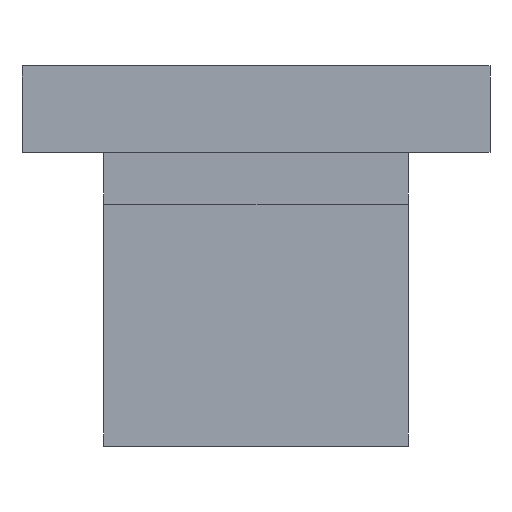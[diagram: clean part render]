
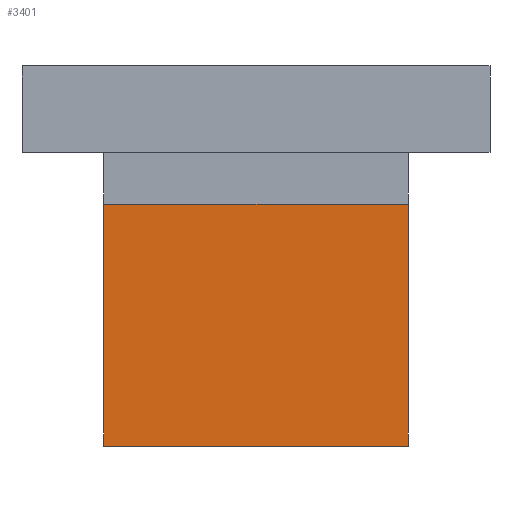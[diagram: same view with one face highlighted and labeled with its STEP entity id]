
A CAD part, left-side view. The second image highlights one B-rep face of the part: STEP entity #3401.
In plain terms, the highlighted planar face has unit normal (-1, 0, 0).
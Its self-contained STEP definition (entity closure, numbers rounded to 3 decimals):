
#142 = CARTESIAN_POINT ( 'NONE',  ( -79.683, 27.556, -27.009 ) ) ;
#148 = DIRECTION ( 'NONE',  ( 0., -1., 0. ) ) ;
#160 = VECTOR ( 'NONE', #2964, 1000. ) ;
#180 = FACE_OUTER_BOUND ( 'NONE', #1659, .T. ) ;
#333 = AXIS2_PLACEMENT_3D ( 'NONE', #1716, #1771, #4173 ) ;
#349 = LINE ( 'NONE', #3735, #2967 ) ;
#354 = VERTEX_POINT ( 'NONE', #3113 ) ;
#423 = ORIENTED_EDGE ( 'NONE', *, *, #1161, .T. ) ;
#553 = LINE ( 'NONE', #3659, #160 ) ;
#1161 = EDGE_CURVE ( 'NONE', #2617, #354, #2389, .T. ) ;
#1388 = CARTESIAN_POINT ( 'NONE',  ( -79.683, -28.324, -27.009 ) ) ;
#1395 = CARTESIAN_POINT ( 'NONE',  ( -79.683, 27.556, -27.009 ) ) ;
#1465 = DIRECTION ( 'NONE',  ( 0., 0., 1. ) ) ;
#1610 = VECTOR ( 'NONE', #4549, 1000. ) ;
#1659 = EDGE_LOOP ( 'NONE', ( #4290, #423, #2077, #3176 ) ) ;
#1716 = CARTESIAN_POINT ( 'NONE',  ( -79.683, -0.384, -4.784 ) ) ;
#1759 = EDGE_CURVE ( 'NONE', #4102, #3960, #553, .T. ) ;
#1771 = DIRECTION ( 'NONE',  ( 1., 0., 0. ) ) ;
#1842 = CARTESIAN_POINT ( 'NONE',  ( -79.683, -28.324, -27.009 ) ) ;
#2077 = ORIENTED_EDGE ( 'NONE', *, *, #3745, .F. ) ;
#2389 = LINE ( 'NONE', #1842, #3328 ) ;
#2617 = VERTEX_POINT ( 'NONE', #1388 ) ;
#2964 = DIRECTION ( 'NONE',  ( 0., 0., -1. ) ) ;
#2967 = VECTOR ( 'NONE', #148, 1000. ) ;
#3113 = CARTESIAN_POINT ( 'NONE',  ( -79.683, -28.324, 17.441 ) ) ;
#3160 = PLANE ( 'NONE',  #333 ) ;
#3176 = ORIENTED_EDGE ( 'NONE', *, *, #1759, .T. ) ;
#3328 = VECTOR ( 'NONE', #1465, 1000. ) ;
#3399 = EDGE_CURVE ( 'NONE', #3960, #2617, #3979, .T. ) ;
#3401 = ADVANCED_FACE ( 'NONE', ( #180 ), #3160, .F. ) ;
#3659 = CARTESIAN_POINT ( 'NONE',  ( -79.683, 27.556, 17.441 ) ) ;
#3735 = CARTESIAN_POINT ( 'NONE',  ( -79.683, -0.384, 17.441 ) ) ;
#3745 = EDGE_CURVE ( 'NONE', #4102, #354, #349, .T. ) ;
#3828 = CARTESIAN_POINT ( 'NONE',  ( -79.683, 27.556, 17.441 ) ) ;
#3960 = VERTEX_POINT ( 'NONE', #142 ) ;
#3979 = LINE ( 'NONE', #1395, #1610 ) ;
#4102 = VERTEX_POINT ( 'NONE', #3828 ) ;
#4173 = DIRECTION ( 'NONE',  ( 0., 1., 0. ) ) ;
#4290 = ORIENTED_EDGE ( 'NONE', *, *, #3399, .T. ) ;
#4549 = DIRECTION ( 'NONE',  ( 0., -1., 0. ) ) ;
